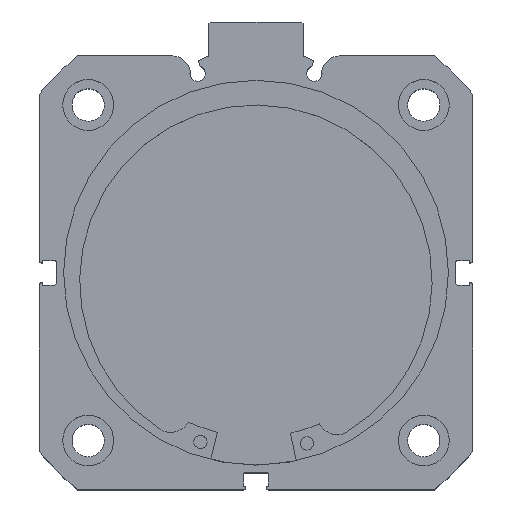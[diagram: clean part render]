
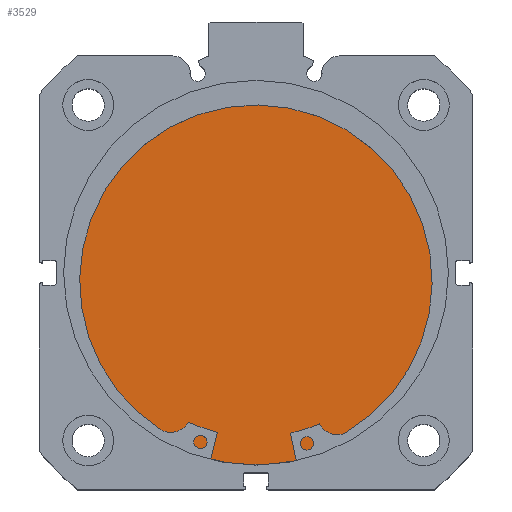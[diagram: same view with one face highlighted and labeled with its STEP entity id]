
A CAD part, top view. The second image highlights one B-rep face of the part: STEP entity #3529.
In plain terms, the highlighted face is planar.
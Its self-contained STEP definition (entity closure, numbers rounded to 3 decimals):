
#492 = CIRCLE ( 'NONE', #5172, 51. ) ;
#512 = CIRCLE ( 'NONE', #5165, 51. ) ;
#1026 = ORIENTED_EDGE ( 'NONE', *, *, #6651, .F. ) ;
#1716 = DIRECTION ( 'NONE',  ( 0., 0., 1. ) ) ;
#1761 = DIRECTION ( 'NONE',  ( -1., 0., 0. ) ) ;
#1762 = DIRECTION ( 'NONE',  ( 0., 0., 1. ) ) ;
#1765 = CARTESIAN_POINT ( 'NONE',  ( 13., 0., 0. ) ) ;
#1780 = DIRECTION ( 'NONE',  ( -1., 0., 0. ) ) ;
#1784 = CARTESIAN_POINT ( 'NONE',  ( 13., 0., 0. ) ) ;
#1957 = CARTESIAN_POINT ( 'NONE',  ( 13., 0., 51. ) ) ;
#1967 = CARTESIAN_POINT ( 'NONE',  ( 13., 0., -51. ) ) ;
#2659 = FACE_OUTER_BOUND ( 'NONE', #4401, .T. ) ;
#3529 = ADVANCED_FACE ( 'NONE', ( #2659 ), #5681, .F. ) ;
#4401 = EDGE_LOOP ( 'NONE', ( #1026, #5045 ) ) ;
#5045 = ORIENTED_EDGE ( 'NONE', *, *, #6636, .F. ) ;
#5165 = AXIS2_PLACEMENT_3D ( 'NONE', #1765, #1761, #1762 ) ;
#5172 = AXIS2_PLACEMENT_3D ( 'NONE', #1784, #1780, #1716 ) ;
#5664 = DIRECTION ( 'NONE',  ( 0., 0., 1. ) ) ;
#5665 = DIRECTION ( 'NONE',  ( -1., 0., 0. ) ) ;
#5676 = CARTESIAN_POINT ( 'NONE',  ( 13., 51., 0. ) ) ;
#5681 = PLANE ( 'NONE',  #6417 ) ;
#6222 = VERTEX_POINT ( 'NONE', #1967 ) ;
#6224 = VERTEX_POINT ( 'NONE', #1957 ) ;
#6417 = AXIS2_PLACEMENT_3D ( 'NONE', #5676, #5665, #5664 ) ;
#6636 = EDGE_CURVE ( 'NONE', #6222, #6224, #492, .T. ) ;
#6651 = EDGE_CURVE ( 'NONE', #6224, #6222, #512, .T. ) ;
